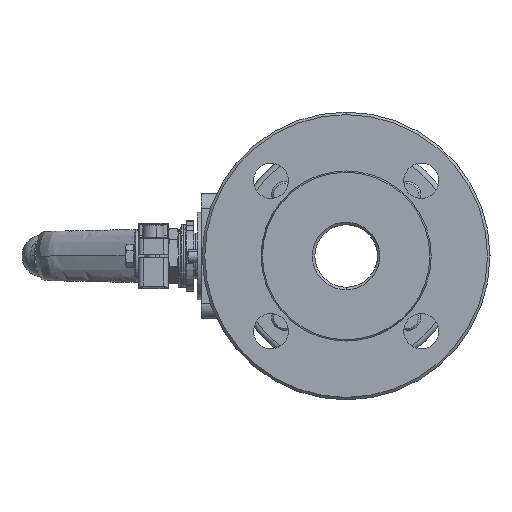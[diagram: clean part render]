
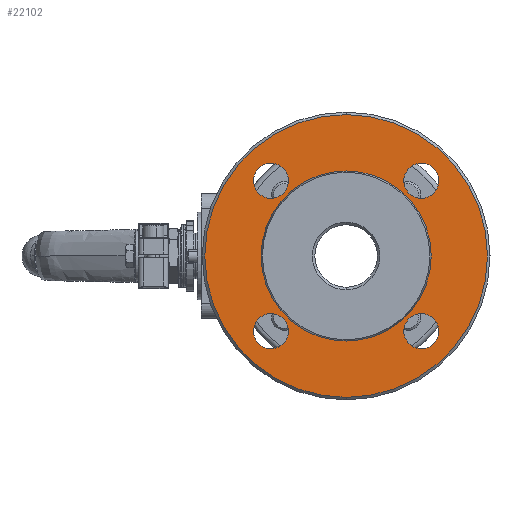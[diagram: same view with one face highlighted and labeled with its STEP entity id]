
A CAD part, left-side view. The second image highlights one B-rep face of the part: STEP entity #22102.
In plain terms, the highlighted planar face has unit normal (-1, 0, 0).
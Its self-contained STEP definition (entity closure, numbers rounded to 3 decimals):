
#510 = CIRCLE ( 'NONE', #31203, 7. ) ;
#1738 = DIRECTION ( 'NONE',  ( 1., 0., 0. ) ) ;
#2166 = DIRECTION ( 'NONE',  ( -1., 0., 0. ) ) ;
#2724 = DIRECTION ( 'NONE',  ( -1., 0., 0. ) ) ;
#2776 = CIRCLE ( 'NONE', #43225, 7. ) ;
#2894 = CIRCLE ( 'NONE', #11928, 34. ) ;
#3074 = DIRECTION ( 'NONE',  ( 0., 0., 1. ) ) ;
#3092 = ORIENTED_EDGE ( 'NONE', *, *, #22535, .F. ) ;
#3157 = DIRECTION ( 'NONE',  ( 0., 0., 1. ) ) ;
#3241 = EDGE_LOOP ( 'NONE', ( #38364, #18736 ) ) ;
#3409 = VERTEX_POINT ( 'NONE', #34737 ) ;
#4054 = VERTEX_POINT ( 'NONE', #37549 ) ;
#4123 = EDGE_CURVE ( 'NONE', #35367, #3409, #16401, .T. ) ;
#4141 = ORIENTED_EDGE ( 'NONE', *, *, #24670, .F. ) ;
#4427 = CARTESIAN_POINT ( 'NONE',  ( -46.5, 30.052, 23.052 ) ) ;
#4618 = DIRECTION ( 'NONE',  ( 1., 0., 0. ) ) ;
#5112 = DIRECTION ( 'NONE',  ( -1., 0., 0. ) ) ;
#5735 = DIRECTION ( 'NONE',  ( -1., 0., 0. ) ) ;
#6032 = DIRECTION ( 'NONE',  ( -1., 0., 0. ) ) ;
#6226 = CIRCLE ( 'NONE', #7637, 7. ) ;
#6349 = ORIENTED_EDGE ( 'NONE', *, *, #4123, .F. ) ;
#7156 = CARTESIAN_POINT ( 'NONE',  ( -46.5, -30.052, -37.052 ) ) ;
#7221 = CIRCLE ( 'NONE', #28118, 7. ) ;
#7637 = AXIS2_PLACEMENT_3D ( 'NONE', #42797, #5112, #3074 ) ;
#7845 = EDGE_CURVE ( 'NONE', #4054, #35337, #7221, .T. ) ;
#8031 = DIRECTION ( 'NONE',  ( -1., 0., 0. ) ) ;
#10609 = CARTESIAN_POINT ( 'NONE',  ( -46.5, 0., 0. ) ) ;
#10803 = CARTESIAN_POINT ( 'NONE',  ( -46.5, 30.052, 30.052 ) ) ;
#10868 = ORIENTED_EDGE ( 'NONE', *, *, #15945, .F. ) ;
#10883 = DIRECTION ( 'NONE',  ( -1., 0., 0. ) ) ;
#11090 = CIRCLE ( 'NONE', #43160, 34. ) ;
#11170 = CARTESIAN_POINT ( 'NONE',  ( -46.5, 0., 0. ) ) ;
#11358 = CARTESIAN_POINT ( 'NONE',  ( -46.5, 0., 0. ) ) ;
#11627 = EDGE_CURVE ( 'NONE', #26494, #18331, #12173, .T. ) ;
#11644 = EDGE_LOOP ( 'NONE', ( #12366, #37669 ) ) ;
#11928 = AXIS2_PLACEMENT_3D ( 'NONE', #11358, #26908, #14622 ) ;
#12173 = CIRCLE ( 'NONE', #16337, 7. ) ;
#12366 = ORIENTED_EDGE ( 'NONE', *, *, #29839, .F. ) ;
#12557 = FACE_BOUND ( 'NONE', #25172, .T. ) ;
#14201 = ORIENTED_EDGE ( 'NONE', *, *, #38200, .T. ) ;
#14596 = AXIS2_PLACEMENT_3D ( 'NONE', #32211, #2724, #3157 ) ;
#14622 = DIRECTION ( 'NONE',  ( 0., 0., -1. ) ) ;
#15407 = EDGE_CURVE ( 'NONE', #36320, #28967, #41853, .T. ) ;
#15945 = EDGE_CURVE ( 'NONE', #3409, #35367, #25139, .T. ) ;
#16026 = FACE_BOUND ( 'NONE', #11644, .T. ) ;
#16059 = AXIS2_PLACEMENT_3D ( 'NONE', #10803, #30024, #19966 ) ;
#16288 = EDGE_LOOP ( 'NONE', ( #10868, #6349 ) ) ;
#16337 = AXIS2_PLACEMENT_3D ( 'NONE', #28075, #8031, #40533 ) ;
#16401 = CIRCLE ( 'NONE', #40805, 56.5 ) ;
#18331 = VERTEX_POINT ( 'NONE', #22263 ) ;
#18445 = CARTESIAN_POINT ( 'NONE',  ( -46.5, 0., -34. ) ) ;
#18736 = ORIENTED_EDGE ( 'NONE', *, *, #35274, .F. ) ;
#19093 = FACE_BOUND ( 'NONE', #26688, .T. ) ;
#19161 = ORIENTED_EDGE ( 'NONE', *, *, #7845, .F. ) ;
#19226 = AXIS2_PLACEMENT_3D ( 'NONE', #38390, #2166, #28132 ) ;
#19966 = DIRECTION ( 'NONE',  ( 0., 0., 1. ) ) ;
#20204 = DIRECTION ( 'NONE',  ( 1., 0., 0. ) ) ;
#20525 = DIRECTION ( 'NONE',  ( 0., 0., -1. ) ) ;
#21371 = DIRECTION ( 'NONE',  ( 0., 0., -1. ) ) ;
#22031 = VERTEX_POINT ( 'NONE', #18445 ) ;
#22102 = ADVANCED_FACE ( 'NONE', ( #19093, #29759, #16026, #32629, #12557, #42246 ), #32417, .T. ) ;
#22263 = CARTESIAN_POINT ( 'NONE',  ( -46.5, 30.052, -37.052 ) ) ;
#22535 = EDGE_CURVE ( 'NONE', #18331, #26494, #2776, .T. ) ;
#23645 = EDGE_CURVE ( 'NONE', #31364, #25682, #510, .T. ) ;
#23913 = DIRECTION ( 'NONE',  ( 0., 0., -1. ) ) ;
#24190 = DIRECTION ( 'NONE',  ( 0., 0., 1. ) ) ;
#24670 = EDGE_CURVE ( 'NONE', #35337, #4054, #36835, .T. ) ;
#24944 = DIRECTION ( 'NONE',  ( 0., 0., 1. ) ) ;
#25139 = CIRCLE ( 'NONE', #32099, 56.5 ) ;
#25172 = EDGE_LOOP ( 'NONE', ( #14201, #41977 ) ) ;
#25332 = EDGE_CURVE ( 'NONE', #40982, #22031, #11090, .T. ) ;
#25682 = VERTEX_POINT ( 'NONE', #41041 ) ;
#26001 = ORIENTED_EDGE ( 'NONE', *, *, #11627, .F. ) ;
#26396 = DIRECTION ( 'NONE',  ( 0., 0., 1. ) ) ;
#26494 = VERTEX_POINT ( 'NONE', #28287 ) ;
#26688 = EDGE_LOOP ( 'NONE', ( #26001, #3092 ) ) ;
#26908 = DIRECTION ( 'NONE',  ( 1., 0., 0. ) ) ;
#26917 = CIRCLE ( 'NONE', #19226, 7. ) ;
#27269 = CARTESIAN_POINT ( 'NONE',  ( -46.5, 0., 0. ) ) ;
#28075 = CARTESIAN_POINT ( 'NONE',  ( -46.5, 30.052, -30.052 ) ) ;
#28118 = AXIS2_PLACEMENT_3D ( 'NONE', #41981, #5735, #24944 ) ;
#28132 = DIRECTION ( 'NONE',  ( 0., 0., 1. ) ) ;
#28287 = CARTESIAN_POINT ( 'NONE',  ( -46.5, 30.052, -23.052 ) ) ;
#28967 = VERTEX_POINT ( 'NONE', #4427 ) ;
#29382 = CARTESIAN_POINT ( 'NONE',  ( -46.5, -30.052, 30.052 ) ) ;
#29759 = FACE_BOUND ( 'NONE', #42524, .T. ) ;
#29839 = EDGE_CURVE ( 'NONE', #25682, #31364, #6226, .T. ) ;
#30024 = DIRECTION ( 'NONE',  ( -1., 0., 0. ) ) ;
#30364 = CARTESIAN_POINT ( 'NONE',  ( -46.5, 0., 34. ) ) ;
#31203 = AXIS2_PLACEMENT_3D ( 'NONE', #29382, #6032, #32250 ) ;
#31364 = VERTEX_POINT ( 'NONE', #39519 ) ;
#32099 = AXIS2_PLACEMENT_3D ( 'NONE', #27269, #1738, #21371 ) ;
#32211 = CARTESIAN_POINT ( 'NONE',  ( -46.5, 34., 0. ) ) ;
#32250 = DIRECTION ( 'NONE',  ( 0., 0., 1. ) ) ;
#32417 = PLANE ( 'NONE',  #14596 ) ;
#32629 = FACE_BOUND ( 'NONE', #3241, .T. ) ;
#33351 = CARTESIAN_POINT ( 'NONE',  ( -46.5, 0., 56.5 ) ) ;
#34737 = CARTESIAN_POINT ( 'NONE',  ( -46.5, 0., -56.5 ) ) ;
#34912 = CARTESIAN_POINT ( 'NONE',  ( -46.5, 30.052, 37.052 ) ) ;
#35274 = EDGE_CURVE ( 'NONE', #28967, #36320, #26917, .T. ) ;
#35337 = VERTEX_POINT ( 'NONE', #7156 ) ;
#35367 = VERTEX_POINT ( 'NONE', #33351 ) ;
#35452 = AXIS2_PLACEMENT_3D ( 'NONE', #41225, #10883, #24190 ) ;
#36320 = VERTEX_POINT ( 'NONE', #34912 ) ;
#36835 = CIRCLE ( 'NONE', #35452, 7. ) ;
#37549 = CARTESIAN_POINT ( 'NONE',  ( -46.5, -30.052, -23.052 ) ) ;
#37669 = ORIENTED_EDGE ( 'NONE', *, *, #23645, .F. ) ;
#38200 = EDGE_CURVE ( 'NONE', #22031, #40982, #2894, .T. ) ;
#38364 = ORIENTED_EDGE ( 'NONE', *, *, #15407, .F. ) ;
#38390 = CARTESIAN_POINT ( 'NONE',  ( -46.5, 30.052, 30.052 ) ) ;
#39519 = CARTESIAN_POINT ( 'NONE',  ( -46.5, -30.052, 23.052 ) ) ;
#39932 = CARTESIAN_POINT ( 'NONE',  ( -46.5, 30.052, -30.052 ) ) ;
#40140 = DIRECTION ( 'NONE',  ( -1., 0., 0. ) ) ;
#40533 = DIRECTION ( 'NONE',  ( 0., 0., 1. ) ) ;
#40805 = AXIS2_PLACEMENT_3D ( 'NONE', #11170, #4618, #20525 ) ;
#40982 = VERTEX_POINT ( 'NONE', #30364 ) ;
#41041 = CARTESIAN_POINT ( 'NONE',  ( -46.5, -30.052, 37.052 ) ) ;
#41225 = CARTESIAN_POINT ( 'NONE',  ( -46.5, -30.052, -30.052 ) ) ;
#41853 = CIRCLE ( 'NONE', #16059, 7. ) ;
#41977 = ORIENTED_EDGE ( 'NONE', *, *, #25332, .T. ) ;
#41981 = CARTESIAN_POINT ( 'NONE',  ( -46.5, -30.052, -30.052 ) ) ;
#42246 = FACE_OUTER_BOUND ( 'NONE', #16288, .T. ) ;
#42524 = EDGE_LOOP ( 'NONE', ( #19161, #4141 ) ) ;
#42797 = CARTESIAN_POINT ( 'NONE',  ( -46.5, -30.052, 30.052 ) ) ;
#43160 = AXIS2_PLACEMENT_3D ( 'NONE', #10609, #20204, #23913 ) ;
#43225 = AXIS2_PLACEMENT_3D ( 'NONE', #39932, #40140, #26396 ) ;
